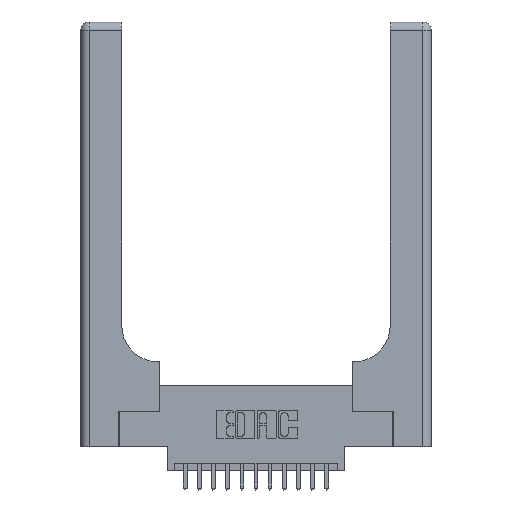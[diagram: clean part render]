
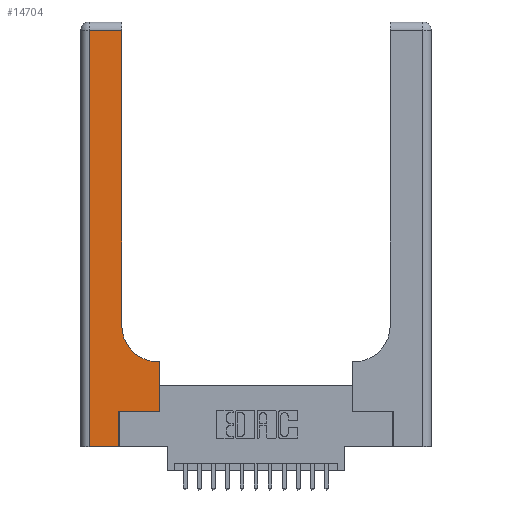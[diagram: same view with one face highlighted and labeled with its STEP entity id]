
A CAD part, top view. The second image highlights one B-rep face of the part: STEP entity #14704.
In plain terms, the highlighted planar face has unit normal (0, 0, 1).
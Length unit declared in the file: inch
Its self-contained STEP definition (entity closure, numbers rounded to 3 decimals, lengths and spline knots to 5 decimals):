
#66 = VECTOR ( 'NONE', #15092, 39.37008 ) ;
#222 = VECTOR ( 'NONE', #10042, 39.37008 ) ;
#968 = ORIENTED_EDGE ( 'NONE', *, *, #13355, .T. ) ;
#1098 = CARTESIAN_POINT ( 'NONE',  ( 0., 0., 0.37 ) ) ;
#1232 = VERTEX_POINT ( 'NONE', #1330 ) ;
#1330 = CARTESIAN_POINT ( 'NONE',  ( 0.06, 2.94, 0.37 ) ) ;
#1743 = VERTEX_POINT ( 'NONE', #4498 ) ;
#2185 = ORIENTED_EDGE ( 'NONE', *, *, #2229, .T. ) ;
#2229 = EDGE_CURVE ( 'NONE', #17272, #17500, #5919, .T. ) ;
#2319 = DIRECTION ( 'NONE',  ( 0., 1., 0. ) ) ;
#2390 = ORIENTED_EDGE ( 'NONE', *, *, #15905, .T. ) ;
#2534 = CARTESIAN_POINT ( 'NONE',  ( 0.269, 0.25, 0.37 ) ) ;
#2669 = LINE ( 'NONE', #2534, #17107 ) ;
#3042 = CARTESIAN_POINT ( 'NONE',  ( 0.06, 0., 0.37 ) ) ;
#4016 = AXIS2_PLACEMENT_3D ( 'NONE', #6396, #16120, #7852 ) ;
#4035 = LINE ( 'NONE', #16870, #222 ) ;
#4498 = CARTESIAN_POINT ( 'NONE',  ( 0.2915, 0.85, 0.37 ) ) ;
#4714 = VERTEX_POINT ( 'NONE', #5782 ) ;
#4764 = DIRECTION ( 'NONE',  ( 0., 0., -1. ) ) ;
#5553 = AXIS2_PLACEMENT_3D ( 'NONE', #9005, #4764, #14555 ) ;
#5782 = CARTESIAN_POINT ( 'NONE',  ( 0.5415, 0.6, 0.37 ) ) ;
#5795 = VERTEX_POINT ( 'NONE', #11160 ) ;
#5919 = LINE ( 'NONE', #15097, #9263 ) ;
#6270 = DIRECTION ( 'NONE',  ( -1., 0., 0. ) ) ;
#6396 = CARTESIAN_POINT ( 'NONE',  ( 0.5415, 0.85, 0.37 ) ) ;
#6592 = CIRCLE ( 'NONE', #4016, 0.25 ) ;
#6666 = CARTESIAN_POINT ( 'NONE',  ( 0.5585, 0.25, 0.37 ) ) ;
#6790 = ORIENTED_EDGE ( 'NONE', *, *, #10300, .T. ) ;
#6972 = CARTESIAN_POINT ( 'NONE',  ( 0.269, 0., 0.37 ) ) ;
#7068 = VERTEX_POINT ( 'NONE', #3042 ) ;
#7369 = LINE ( 'NONE', #1098, #14764 ) ;
#7398 = VERTEX_POINT ( 'NONE', #13712 ) ;
#7537 = EDGE_LOOP ( 'NONE', ( #2390, #968, #16096, #15945, #17478, #9109, #2185, #6790, #12643 ) ) ;
#7695 = LINE ( 'NONE', #12389, #66 ) ;
#7713 = LINE ( 'NONE', #17369, #14657 ) ;
#7852 = DIRECTION ( 'NONE',  ( 1., 0., 0. ) ) ;
#9005 = CARTESIAN_POINT ( 'NONE',  ( 0., 3., 0.37 ) ) ;
#9109 = ORIENTED_EDGE ( 'NONE', *, *, #13015, .T. ) ;
#9263 = VECTOR ( 'NONE', #14923, 39.37008 ) ;
#9630 = DIRECTION ( 'NONE',  ( 1., 0., 0. ) ) ;
#9634 = EDGE_CURVE ( 'NONE', #4714, #1743, #6592, .T. ) ;
#10042 = DIRECTION ( 'NONE',  ( 0., -1., 0. ) ) ;
#10300 = EDGE_CURVE ( 'NONE', #17500, #4714, #7695, .T. ) ;
#10857 = CARTESIAN_POINT ( 'NONE',  ( 0.269, 0., 0.37 ) ) ;
#11114 = CARTESIAN_POINT ( 'NONE',  ( 0.5585, 0.6, 0.37 ) ) ;
#11160 = CARTESIAN_POINT ( 'NONE',  ( 0.2915, 2.94, 0.37 ) ) ;
#11407 = LINE ( 'NONE', #10857, #11845 ) ;
#11751 = FACE_OUTER_BOUND ( 'NONE', #7537, .T. ) ;
#11845 = VECTOR ( 'NONE', #2319, 39.37008 ) ;
#11993 = DIRECTION ( 'NONE',  ( 0., 1., 0. ) ) ;
#12026 = EDGE_CURVE ( 'NONE', #1232, #7068, #4035, .T. ) ;
#12028 = VECTOR ( 'NONE', #6270, 39.37008 ) ;
#12252 = EDGE_CURVE ( 'NONE', #18089, #7398, #11407, .T. ) ;
#12389 = CARTESIAN_POINT ( 'NONE',  ( 0.2915, 0.6, 0.37 ) ) ;
#12643 = ORIENTED_EDGE ( 'NONE', *, *, #9634, .T. ) ;
#12966 = EDGE_CURVE ( 'NONE', #7068, #18089, #7369, .T. ) ;
#13015 = EDGE_CURVE ( 'NONE', #7398, #17272, #2669, .T. ) ;
#13213 = PLANE ( 'NONE',  #5553 ) ;
#13296 = CARTESIAN_POINT ( 'NONE',  ( 0., 2.94, 0.37 ) ) ;
#13355 = EDGE_CURVE ( 'NONE', #5795, #1232, #16024, .T. ) ;
#13712 = CARTESIAN_POINT ( 'NONE',  ( 0.269, 0.25, 0.37 ) ) ;
#14555 = DIRECTION ( 'NONE',  ( -1., 0., 0. ) ) ;
#14657 = VECTOR ( 'NONE', #11993, 39.37008 ) ;
#14704 = ADVANCED_FACE ( 'NONE', ( #11751 ), #13213, .F. ) ;
#14764 = VECTOR ( 'NONE', #9630, 39.37008 ) ;
#14923 = DIRECTION ( 'NONE',  ( 0., 1., 0. ) ) ;
#15092 = DIRECTION ( 'NONE',  ( -1., 0., 0. ) ) ;
#15097 = CARTESIAN_POINT ( 'NONE',  ( 0.5585, 0.25, 0.37 ) ) ;
#15905 = EDGE_CURVE ( 'NONE', #1743, #5795, #7713, .T. ) ;
#15945 = ORIENTED_EDGE ( 'NONE', *, *, #12966, .T. ) ;
#16024 = LINE ( 'NONE', #13296, #12028 ) ;
#16096 = ORIENTED_EDGE ( 'NONE', *, *, #12026, .T. ) ;
#16120 = DIRECTION ( 'NONE',  ( 0., 0., -1. ) ) ;
#16603 = DIRECTION ( 'NONE',  ( 1., 0., 0. ) ) ;
#16870 = CARTESIAN_POINT ( 'NONE',  ( 0.06, 3., 0.37 ) ) ;
#17107 = VECTOR ( 'NONE', #16603, 39.37008 ) ;
#17272 = VERTEX_POINT ( 'NONE', #6666 ) ;
#17369 = CARTESIAN_POINT ( 'NONE',  ( 0.2915, 3., 0.37 ) ) ;
#17478 = ORIENTED_EDGE ( 'NONE', *, *, #12252, .T. ) ;
#17500 = VERTEX_POINT ( 'NONE', #11114 ) ;
#18089 = VERTEX_POINT ( 'NONE', #6972 ) ;
